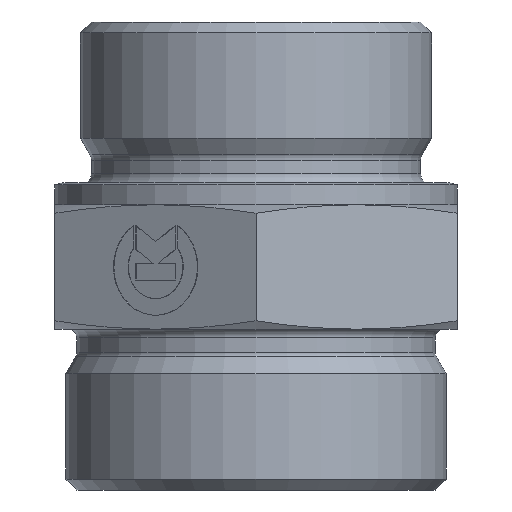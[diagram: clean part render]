
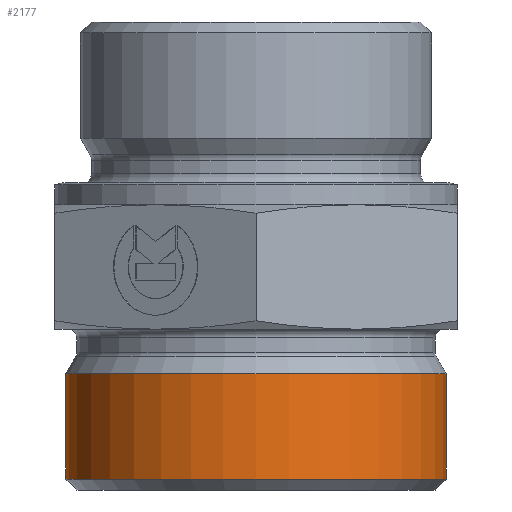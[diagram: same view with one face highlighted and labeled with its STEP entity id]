
A CAD part, front view. The second image highlights one B-rep face of the part: STEP entity #2177.
In plain terms, the highlighted cylindrical face has radius 26 mm (diameter 52 mm), a full revolution.
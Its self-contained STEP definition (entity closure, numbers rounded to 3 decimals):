
#2086=CARTESIAN_POINT('',(13.,22.517,15.902));
#2087=VERTEX_POINT('',#2086);
#2088=CARTESIAN_POINT('',(0.0,0.0,15.902));
#2089=DIRECTION('',(0.0,0.0,-1.0));
#2090=DIRECTION('',(1.0,0.0,0.0));
#2091=AXIS2_PLACEMENT_3D('',#2088,#2089,#2090);
#2092=CIRCLE('',#2091,26.0);
#2093=EDGE_CURVE('',#2087,#2087,#2092,.T.);
#2143=CARTESIAN_POINT('',(-26.0,0.,1.5));
#2144=VERTEX_POINT('',#2143);
#2145=CARTESIAN_POINT('',(0.0,0.0,1.5));
#2146=DIRECTION('',(0.0,0.0,-1.0));
#2147=DIRECTION('',(1.0,0.0,0.0));
#2148=AXIS2_PLACEMENT_3D('',#2145,#2146,#2147);
#2149=CIRCLE('',#2148,26.0);
#2150=EDGE_CURVE('',#2144,#2144,#2149,.T.);
#2166=CARTESIAN_POINT('',(0.0,0.0,0.0));
#2167=DIRECTION('',(0.0,0.0,1.0));
#2168=DIRECTION('',(1.0,0.0,0.0));
#2169=AXIS2_PLACEMENT_3D('',#2166,#2167,#2168);
#2170=CYLINDRICAL_SURFACE('',#2169,26.0);
#2171=ORIENTED_EDGE('',*,*,#2093,.T.);
#2172=EDGE_LOOP('',(#2171));
#2173=FACE_OUTER_BOUND('',#2172,.T.);
#2174=ORIENTED_EDGE('',*,*,#2150,.F.);
#2175=EDGE_LOOP('',(#2174));
#2176=FACE_BOUND('',#2175,.T.);
#2177=ADVANCED_FACE('',(#2173,#2176),#2170,.T.);
